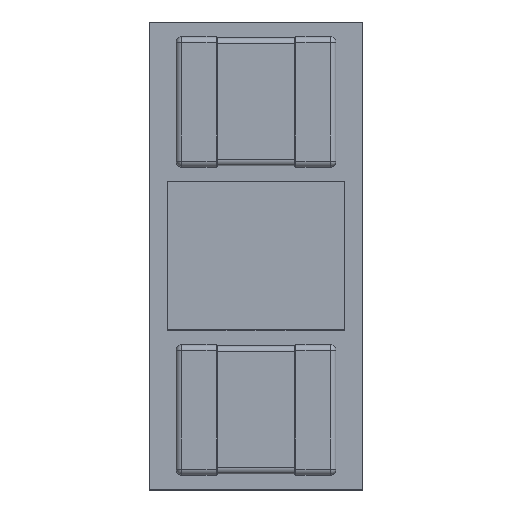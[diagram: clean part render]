
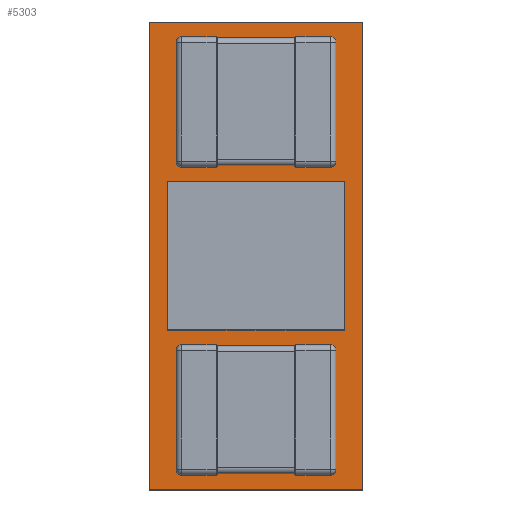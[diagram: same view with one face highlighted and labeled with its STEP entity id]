
A CAD part, top view. The second image highlights one B-rep face of the part: STEP entity #5303.
In plain terms, the highlighted face is planar.
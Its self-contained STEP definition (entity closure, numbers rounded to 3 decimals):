
#5176=DIRECTION('',(0.,0.,1.));
#5177=VECTOR('',#5176,7.9);
#5178=CARTESIAN_POINT('',(-1.8,0.005,-3.95));
#5179=LINE('',#5178,#5177);
#5183=DIRECTION('',(-1.,0.,0.));
#5184=VECTOR('',#5183,3.6);
#5185=CARTESIAN_POINT('',(1.8,0.005,-3.95));
#5186=LINE('',#5185,#5184);
#5190=DIRECTION('',(0.,0.,-1.));
#5191=VECTOR('',#5190,7.9);
#5192=CARTESIAN_POINT('',(1.8,0.005,3.95));
#5193=LINE('',#5192,#5191);
#5197=DIRECTION('',(1.,0.,0.));
#5198=VECTOR('',#5197,3.6);
#5199=CARTESIAN_POINT('',(-1.8,0.005,3.95));
#5200=LINE('',#5199,#5198);
#5212=CARTESIAN_POINT('',(-1.8,0.005,-3.95));
#5213=CARTESIAN_POINT('',(-1.8,0.005,3.95));
#5214=VERTEX_POINT('',#5212);
#5215=VERTEX_POINT('',#5213);
#5216=CARTESIAN_POINT('',(1.8,0.005,3.95));
#5217=VERTEX_POINT('',#5216);
#5218=CARTESIAN_POINT('',(1.8,0.005,-3.95));
#5219=VERTEX_POINT('',#5218);
#5292=CARTESIAN_POINT('',(0.,0.005,0.));
#5293=DIRECTION('',(0.,1.,0.));
#5294=DIRECTION('',(1.,0.,0.));
#5295=AXIS2_PLACEMENT_3D('',#5292,#5293,#5294);
#5296=PLANE('',#5295);
#5297=ORIENTED_EDGE('',*,*,#5244,.F.);
#5298=ORIENTED_EDGE('',*,*,#5259,.F.);
#5299=ORIENTED_EDGE('',*,*,#5273,.F.);
#5300=ORIENTED_EDGE('',*,*,#5286,.F.);
#5301=EDGE_LOOP('',(#5297,#5298,#5299,#5300));
#5302=FACE_OUTER_BOUND('',#5301,.F.);
#5244=EDGE_CURVE('',#5214,#5215,#5179,.T.);
#5259=EDGE_CURVE('',#5219,#5214,#5186,.T.);
#5273=EDGE_CURVE('',#5217,#5219,#5193,.T.);
#5286=EDGE_CURVE('',#5215,#5217,#5200,.T.);
#5303=ADVANCED_FACE('',(#5302),#5296,.T.);
